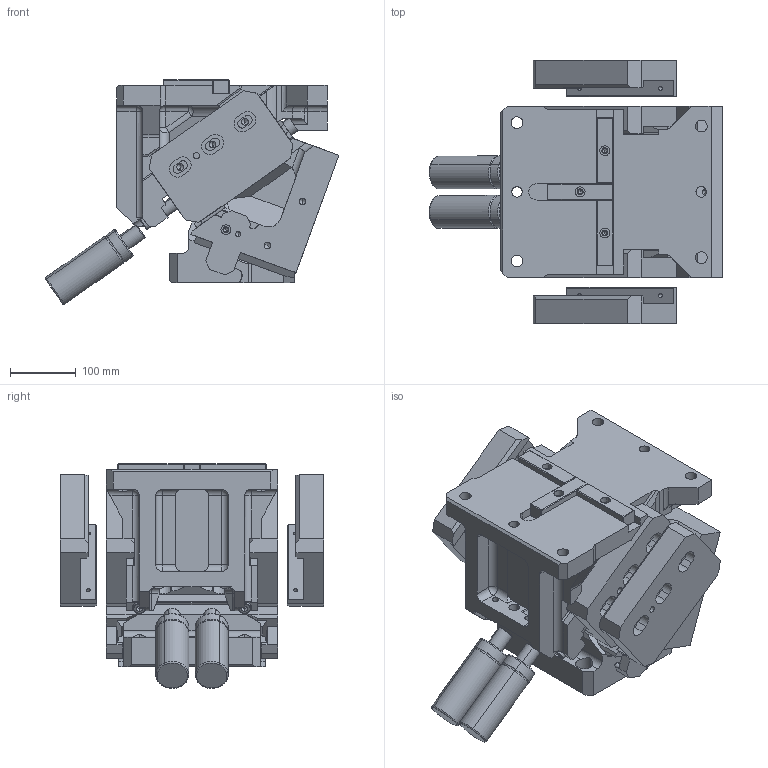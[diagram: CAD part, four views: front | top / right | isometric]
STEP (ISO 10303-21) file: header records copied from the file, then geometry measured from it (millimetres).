
FILE_DESCRIPTION(('CATIA V5 STEP Exchange','CAx-IF Rec.Pracs.--- Model Styling and Organization---1.5--- 2016-08-15','CAx-IF Rec.Pracs.---Supplemental Geometry---1.0---2011-11-01','CAx-IF Rec.Pracs.--- Composite Materials ---3.4---2017-06-13','CAx-IF Rec.Pracs.---Tessellated 3D Geometry---1.0---2015-12-17'),'2;1');
FILE_NAME('KS_OT_0260_20__IND_11__23494__SCHIEBERADAPTER_PART__2022_01_14__SCHWER.stp','2022-08-31T13:36:16+00:00',('none'),('none'),'CATIA Version 5-6 Release 2020 SP3 HF9','CATIA V5 STEP AP242 v2','none');
FILE_SCHEMA(('AP242_MANAGED_MODEL_BASED_3D_ENGINEERING_MIM_LF {1 0 10303 442 1 1 4}'));
Length unit declared in the file: millimetre
Products named in the file (1): KS_OT_0260_20__IND_11__23494__SCHIEBERADAPTER_PART__2022_01_14__SCHWER
Bounding box: 446.18 x 400 x 341.91 mm (x, y, z)
Volume: 17575488.3 mm3; surface area: 1403187.8 mm2
Topology: 8 solids, 10 shells, 1419 faces, 3769 edges, 2350 vertices
Faces by surface type: plane 646, cylinder 581, cone 78, torus 76, bspline 20, sphere 18
Entity records: 45204 total; most frequent: CARTESIAN_POINT 12111, ORIENTED_EDGE 7308, DIRECTION 5233, EDGE_CURVE 3654, VERTEX_POINT 2346, AXIS2_PLACEMENT_3D 2133, VECTOR 2071, LINE 2071
